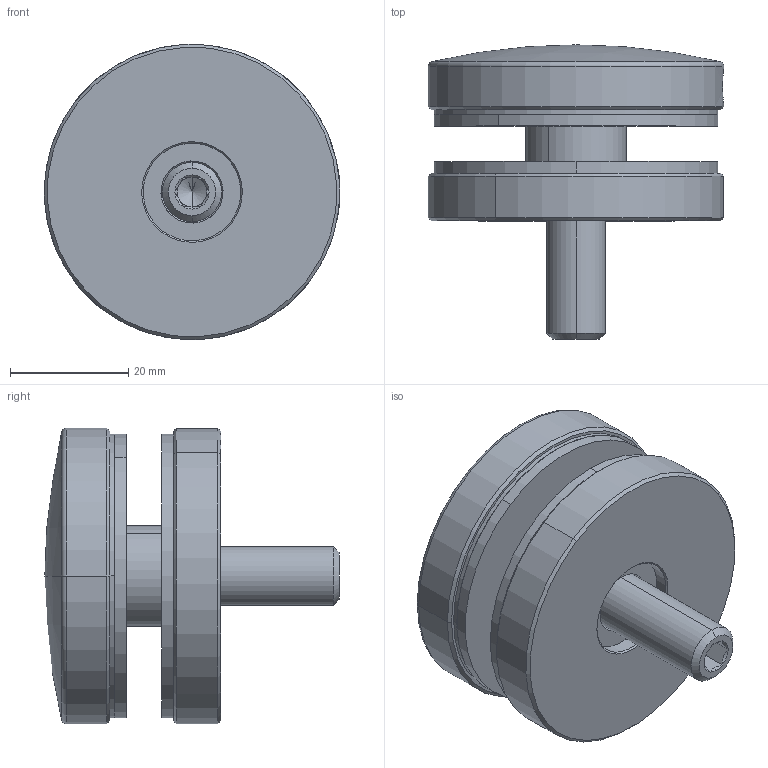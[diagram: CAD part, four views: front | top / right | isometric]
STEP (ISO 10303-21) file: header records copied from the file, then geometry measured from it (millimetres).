
FILE_DESCRIPTION (( 'STEP AP203' ), '1' );
FILE_NAME ('A_0747-000.STEP', '2024-05-02T10:31:50', ( '' ), ( '' ), 'SwSTEP 2.0', 'SolidWorks 2019', '' );
FILE_SCHEMA (( 'CONFIG_CONTROL_DESIGN' ));
Length unit declared in the file: millimetre
Products named in the file (7): A-0747-000-P3 rubber; A-0747-000-P4 bez golierika; skrutka DIN 913_M10x45_A2-70; A-0747-000-P5; A_0747-000; A-0747-000-P1; A-0747-000-P2
Assembly tree (6 placements, depth 2):
  A_0747-000
    A-0747-000-P3 rubber
    A-0747-000-P4 bez golierika
    A-0747-000-P2
    skrutka DIN 913_M10x45_A2-70
    A-0747-000-P5
    A-0747-000-P1
Bounding box: 50 x 49.75 x 50 mm (x, y, z)
Volume: 45169.1 mm3; surface area: 24371.5 mm2
Topology: 6 solids, 6 shells, 93 faces, 191 edges, 109 vertices
Faces by surface type: cone 31, cylinder 30, plane 26, bspline 2, torus 2, sphere 2
Entity records: 4711 total; most frequent: CARTESIAN_POINT 1998, DIRECTION 464, ORIENTED_EDGE 370, AXIS2_PLACEMENT_3D 195, EDGE_CURVE 185, VERTEX_POINT 109, EDGE_LOOP 106, CIRCLE 95
